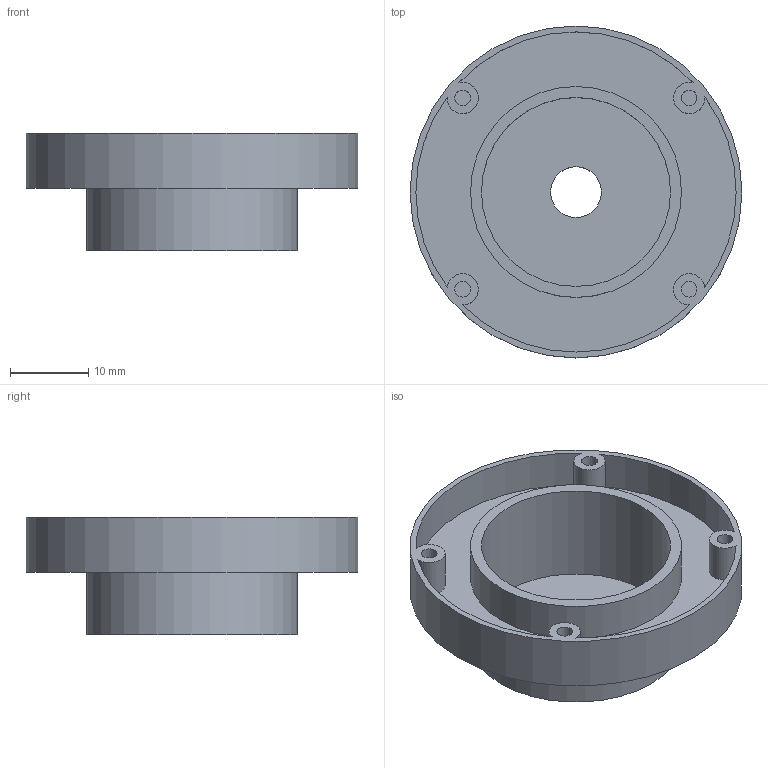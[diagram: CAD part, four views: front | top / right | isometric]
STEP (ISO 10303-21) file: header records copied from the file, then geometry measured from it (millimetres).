
FILE_DESCRIPTION(/* description */ (''),/* implementation_level */ '2;1');
FILE_NAME(/* name */ 'moto_base v6.step',/* time_stamp */ '2025-05-01T09:00:50+08:00',/* author */ (''),/* organization */ (''),/* preprocessor_version */ 'ST-DEVELOPER v20.1',/* originating_system */ 'Autodesk Translation Framework v14.4.0.0',/* authorisation */ '');
FILE_SCHEMA (('AUTOMOTIVE_DESIGN { 1 0 10303 214 3 1 1 }'));
Length unit declared in the file: millimetre
Products named in the file (1): moto_base
Bounding box: 42.5 x 42.5 x 15 mm (x, y, z)
Volume: 4896.5 mm3; surface area: 6746.1 mm2
Topology: 1 solids, 1 shells, 27 faces, 51 edges, 34 vertices
Faces by surface type: cylinder 17, plane 10
Full cylindrical faces by diameter (mm): 2 x4, 6.5 x1, 24.2 x1, 27 x2, 42.5 x1
Entity records: 736 total; most frequent: DIRECTION 141, CARTESIAN_POINT 113, ORIENTED_EDGE 102, AXIS2_PLACEMENT_3D 62, EDGE_CURVE 51, EDGE_LOOP 37, CIRCLE 34, VERTEX_POINT 34
